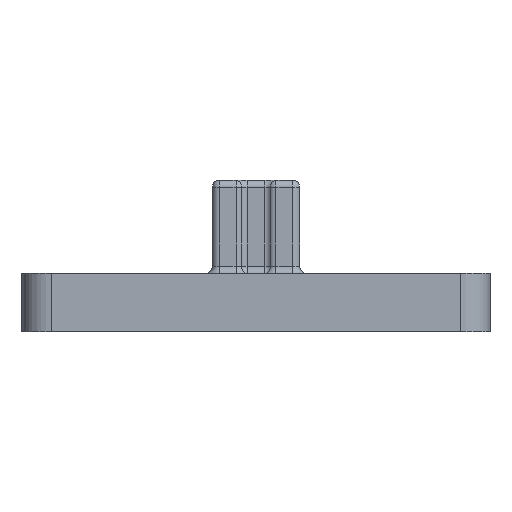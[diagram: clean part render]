
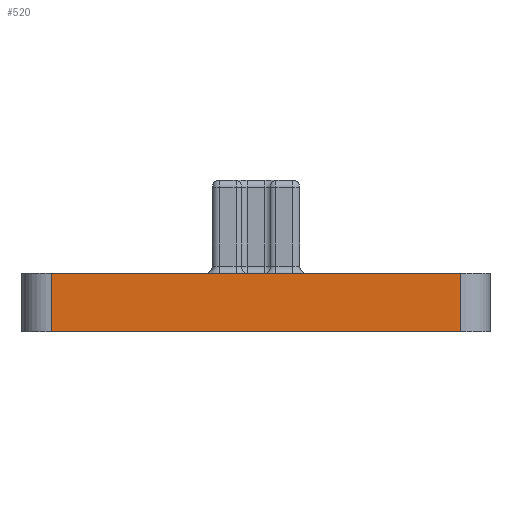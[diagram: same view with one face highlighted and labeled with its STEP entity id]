
A CAD part, front view. The second image highlights one B-rep face of the part: STEP entity #520.
In plain terms, the highlighted planar face has unit normal (0, -1, 0).
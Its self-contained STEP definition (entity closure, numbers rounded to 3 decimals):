
#352=CARTESIAN_POINT('',(-7.025,-10.775,2.));
#353=VERTEX_POINT('',#352);
#361=CARTESIAN_POINT('',(7.025,-10.775,2.));
#362=VERTEX_POINT('',#361);
#363=CARTESIAN_POINT('',(-7.025,-10.775,2.));
#364=DIRECTION('',(1.,-0.,-0.));
#365=VECTOR('',#364,14.05);
#366=LINE('',#363,#365);
#367=EDGE_CURVE('',#353,#362,#366,.T.);
#428=CARTESIAN_POINT('',(7.025,-10.775,-0.));
#429=VERTEX_POINT('',#428);
#437=CARTESIAN_POINT('',(-7.025,-10.775,-0.));
#438=VERTEX_POINT('',#437);
#439=CARTESIAN_POINT('',(-7.025,-10.775,-0.));
#440=DIRECTION('',(1.,-0.,-0.));
#441=VECTOR('',#440,14.05);
#442=LINE('',#439,#441);
#443=EDGE_CURVE('',#438,#429,#442,.T.);
#499=CARTESIAN_POINT('',(6.475,-10.775,3.5));
#500=DIRECTION('',(-0.,-1.,-0.));
#501=DIRECTION('',(-1.,0.,0.));
#502=AXIS2_PLACEMENT_3D('',#499,#500,#501);
#503=PLANE('',#502);
#504=ORIENTED_EDGE('',*,*,#443,.T.);
#505=CARTESIAN_POINT('',(7.025,-10.775,-0.));
#506=DIRECTION('',(-0.,-0.,1.));
#507=VECTOR('',#506,2.);
#508=LINE('',#505,#507);
#509=EDGE_CURVE('',#429,#362,#508,.T.);
#510=ORIENTED_EDGE('',*,*,#509,.T.);
#511=ORIENTED_EDGE('',*,*,#367,.F.);
#512=CARTESIAN_POINT('',(-7.025,-10.775,2.));
#513=DIRECTION('',(0.,0.,-1.));
#514=VECTOR('',#513,2.);
#515=LINE('',#512,#514);
#516=EDGE_CURVE('',#353,#438,#515,.T.);
#517=ORIENTED_EDGE('',*,*,#516,.T.);
#518=EDGE_LOOP('',(#504,#510,#511,#517));
#519=FACE_BOUND('',#518,.T.);
#520=ADVANCED_FACE('',(#519),#503,.T.);
